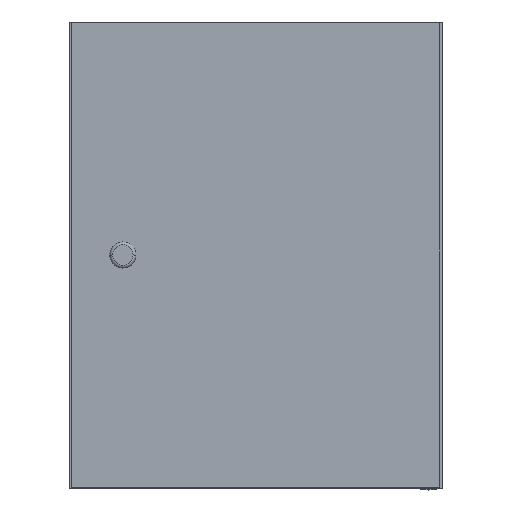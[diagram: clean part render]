
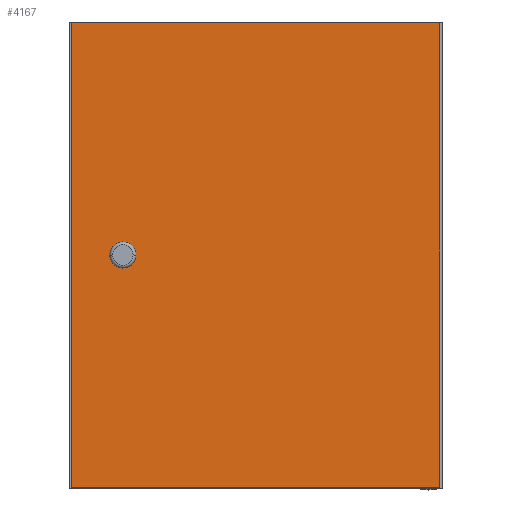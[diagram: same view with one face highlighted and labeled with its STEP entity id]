
A CAD part, top view. The second image highlights one B-rep face of the part: STEP entity #4167.
In plain terms, the highlighted face is planar.
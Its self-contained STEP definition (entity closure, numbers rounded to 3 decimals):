
#23 = EDGE_CURVE ( 'NONE', #3845, #9206, #4946, .T. ) ;
#600 = CARTESIAN_POINT ( 'NONE',  ( 142.5, 0., 0. ) ) ;
#657 = DIRECTION ( 'NONE',  ( 0., 0., -1. ) ) ;
#678 = DIRECTION ( 'NONE',  ( 0., 0., -1. ) ) ;
#1117 = VERTEX_POINT ( 'NONE', #4888 ) ;
#1443 = AXIS2_PLACEMENT_3D ( 'NONE', #600, #657, #9734 ) ;
#1452 = VERTEX_POINT ( 'NONE', #7569 ) ;
#1464 = CARTESIAN_POINT ( 'NONE',  ( 128.5, 0., 0. ) ) ;
#1616 = ORIENTED_EDGE ( 'NONE', *, *, #7192, .F. ) ;
#2075 = VERTEX_POINT ( 'NONE', #4250 ) ;
#2263 = AXIS2_PLACEMENT_3D ( 'NONE', #8918, #678, #6146 ) ;
#2343 = CARTESIAN_POINT ( 'NONE',  ( -197.5, 249.25, 0. ) ) ;
#2903 = FACE_OUTER_BOUND ( 'NONE', #7780, .T. ) ;
#3298 = LINE ( 'NONE', #2343, #5673 ) ;
#3403 = LINE ( 'NONE', #7065, #3733 ) ;
#3733 = VECTOR ( 'NONE', #8764, 1000. ) ;
#3845 = VERTEX_POINT ( 'NONE', #1464 ) ;
#3900 = LINE ( 'NONE', #11148, #5650 ) ;
#3958 = CIRCLE ( 'NONE', #1443, 14. ) ;
#4167 = ADVANCED_FACE ( 'NONE', ( #7775, #2903 ), #6567, .T. ) ;
#4250 = CARTESIAN_POINT ( 'NONE',  ( 197.5, 249.25, 0. ) ) ;
#4481 = CARTESIAN_POINT ( 'NONE',  ( 197.5, 249.25, 0. ) ) ;
#4494 = CARTESIAN_POINT ( 'NONE',  ( 156.5, 0., 0. ) ) ;
#4539 = VERTEX_POINT ( 'NONE', #8600 ) ;
#4888 = CARTESIAN_POINT ( 'NONE',  ( -197.5, 249.25, 0. ) ) ;
#4900 = DIRECTION ( 'NONE',  ( -1., 0., 0. ) ) ;
#4946 = CIRCLE ( 'NONE', #2263, 14. ) ;
#5172 = VECTOR ( 'NONE', #9888, 1000. ) ;
#5650 = VECTOR ( 'NONE', #11270, 1000. ) ;
#5668 = CARTESIAN_POINT ( 'NONE',  ( 0., 0., 0. ) ) ;
#5673 = VECTOR ( 'NONE', #10623, 1000. ) ;
#6146 = DIRECTION ( 'NONE',  ( -1., 0., 0. ) ) ;
#6153 = EDGE_CURVE ( 'NONE', #4539, #1452, #3403, .T. ) ;
#6324 = LINE ( 'NONE', #4481, #5172 ) ;
#6378 = EDGE_CURVE ( 'NONE', #2075, #1117, #3900, .T. ) ;
#6567 = PLANE ( 'NONE',  #7322 ) ;
#6927 = ORIENTED_EDGE ( 'NONE', *, *, #9394, .F. ) ;
#7065 = CARTESIAN_POINT ( 'NONE',  ( 197.5, -249.25, 0. ) ) ;
#7192 = EDGE_CURVE ( 'NONE', #9206, #3845, #3958, .T. ) ;
#7216 = EDGE_CURVE ( 'NONE', #1117, #4539, #3298, .T. ) ;
#7322 = AXIS2_PLACEMENT_3D ( 'NONE', #5668, #9345, #4900 ) ;
#7569 = CARTESIAN_POINT ( 'NONE',  ( 197.5, -249.25, 0. ) ) ;
#7775 = FACE_BOUND ( 'NONE', #9939, .T. ) ;
#7780 = EDGE_LOOP ( 'NONE', ( #11460, #10960, #6927, #9316 ) ) ;
#8600 = CARTESIAN_POINT ( 'NONE',  ( -197.5, -249.25, 0. ) ) ;
#8764 = DIRECTION ( 'NONE',  ( 1., 0., 0. ) ) ;
#8918 = CARTESIAN_POINT ( 'NONE',  ( 142.5, 0., 0. ) ) ;
#9206 = VERTEX_POINT ( 'NONE', #4494 ) ;
#9316 = ORIENTED_EDGE ( 'NONE', *, *, #6153, .F. ) ;
#9345 = DIRECTION ( 'NONE',  ( 0., 0., -1. ) ) ;
#9394 = EDGE_CURVE ( 'NONE', #1452, #2075, #6324, .T. ) ;
#9734 = DIRECTION ( 'NONE',  ( -1., 0., 0. ) ) ;
#9888 = DIRECTION ( 'NONE',  ( 0., 1., 0. ) ) ;
#9939 = EDGE_LOOP ( 'NONE', ( #1616, #10747 ) ) ;
#10623 = DIRECTION ( 'NONE',  ( 0., -1., 0. ) ) ;
#10747 = ORIENTED_EDGE ( 'NONE', *, *, #23, .F. ) ;
#10960 = ORIENTED_EDGE ( 'NONE', *, *, #6378, .F. ) ;
#11148 = CARTESIAN_POINT ( 'NONE',  ( 197.5, 249.25, 0. ) ) ;
#11270 = DIRECTION ( 'NONE',  ( -1., 0., 0. ) ) ;
#11460 = ORIENTED_EDGE ( 'NONE', *, *, #7216, .F. ) ;
